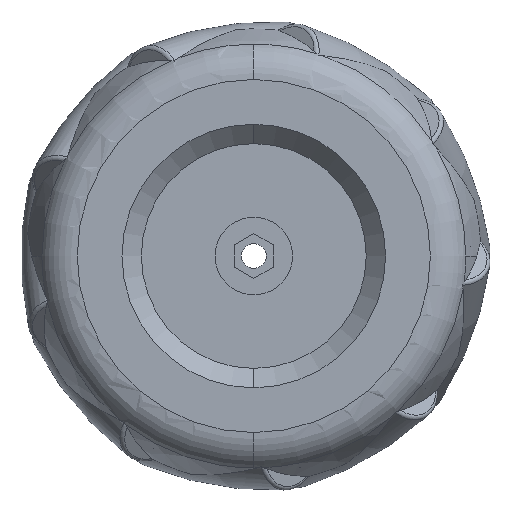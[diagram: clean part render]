
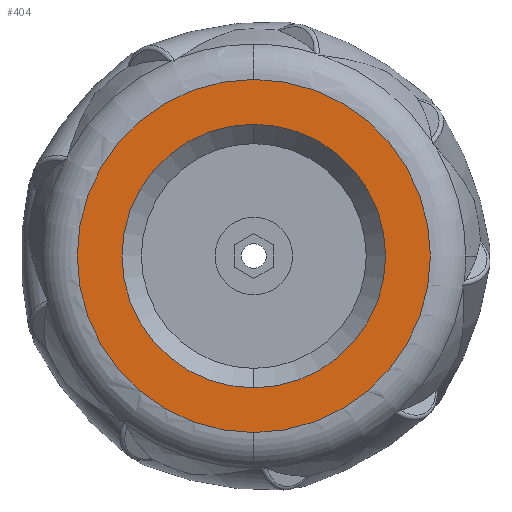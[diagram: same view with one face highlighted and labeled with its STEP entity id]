
A CAD part, left-side view. The second image highlights one B-rep face of the part: STEP entity #404.
In plain terms, the highlighted planar face has unit normal (-1, 0, 0).
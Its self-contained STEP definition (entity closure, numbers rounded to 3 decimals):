
#56 = CIRCLE ( 'NONE', #2538, 22.1 ) ;
#219 = DIRECTION ( 'NONE',  ( 0., 0., -1. ) ) ;
#307 = ORIENTED_EDGE ( 'NONE', *, *, #980, .T. ) ;
#402 = AXIS2_PLACEMENT_3D ( 'NONE', #1371, #2438, #2911 ) ;
#404 = ADVANCED_FACE ( 'NONE', ( #2998, #5263 ), #715, .F. ) ;
#514 = CIRCLE ( 'NONE', #402, 29.608 ) ;
#679 = DIRECTION ( 'NONE',  ( 0., 0., -1. ) ) ;
#715 = PLANE ( 'NONE',  #4037 ) ;
#980 = EDGE_CURVE ( 'NONE', #1478, #3491, #56, .T. ) ;
#1371 = CARTESIAN_POINT ( 'NONE',  ( 0., 0., 0. ) ) ;
#1478 = VERTEX_POINT ( 'NONE', #4770 ) ;
#1607 = VERTEX_POINT ( 'NONE', #1704 ) ;
#1704 = CARTESIAN_POINT ( 'NONE',  ( 0., 0., 29.608 ) ) ;
#2006 = CARTESIAN_POINT ( 'NONE',  ( 0., 0., -29.608 ) ) ;
#2024 = CARTESIAN_POINT ( 'NONE',  ( 0., 0., 0. ) ) ;
#2438 = DIRECTION ( 'NONE',  ( -1., 0., 0. ) ) ;
#2538 = AXIS2_PLACEMENT_3D ( 'NONE', #6314, #3021, #219 ) ;
#2657 = EDGE_CURVE ( 'NONE', #1607, #2910, #4577, .T. ) ;
#2910 = VERTEX_POINT ( 'NONE', #2006 ) ;
#2911 = DIRECTION ( 'NONE',  ( 0., 0., -1. ) ) ;
#2998 = FACE_BOUND ( 'NONE', #4064, .T. ) ;
#3021 = DIRECTION ( 'NONE',  ( 1., 0., 0. ) ) ;
#3039 = DIRECTION ( 'NONE',  ( 1., 0., 0. ) ) ;
#3166 = DIRECTION ( 'NONE',  ( 1., 0., 0. ) ) ;
#3483 = CARTESIAN_POINT ( 'NONE',  ( 0., 0., -22.1 ) ) ;
#3491 = VERTEX_POINT ( 'NONE', #3483 ) ;
#4037 = AXIS2_PLACEMENT_3D ( 'NONE', #6329, #3039, #679 ) ;
#4064 = EDGE_LOOP ( 'NONE', ( #307, #6504 ) ) ;
#4103 = CARTESIAN_POINT ( 'NONE',  ( 0., 0., 0. ) ) ;
#4163 = DIRECTION ( 'NONE',  ( 0., 0., -1. ) ) ;
#4501 = CIRCLE ( 'NONE', #5083, 22.1 ) ;
#4577 = CIRCLE ( 'NONE', #6219, 29.608 ) ;
#4770 = CARTESIAN_POINT ( 'NONE',  ( 0., 0., 22.1 ) ) ;
#4792 = EDGE_CURVE ( 'NONE', #2910, #1607, #514, .T. ) ;
#5083 = AXIS2_PLACEMENT_3D ( 'NONE', #2024, #3166, #4163 ) ;
#5263 = FACE_OUTER_BOUND ( 'NONE', #6408, .T. ) ;
#5415 = EDGE_CURVE ( 'NONE', #3491, #1478, #4501, .T. ) ;
#6076 = ORIENTED_EDGE ( 'NONE', *, *, #4792, .T. ) ;
#6219 = AXIS2_PLACEMENT_3D ( 'NONE', #4103, #6361, #6287 ) ;
#6287 = DIRECTION ( 'NONE',  ( 0., 0., -1. ) ) ;
#6314 = CARTESIAN_POINT ( 'NONE',  ( 0., 0., 0. ) ) ;
#6329 = CARTESIAN_POINT ( 'NONE',  ( 0., 0., 0. ) ) ;
#6361 = DIRECTION ( 'NONE',  ( -1., 0., 0. ) ) ;
#6408 = EDGE_LOOP ( 'NONE', ( #6076, #6860 ) ) ;
#6504 = ORIENTED_EDGE ( 'NONE', *, *, #5415, .T. ) ;
#6860 = ORIENTED_EDGE ( 'NONE', *, *, #2657, .T. ) ;
